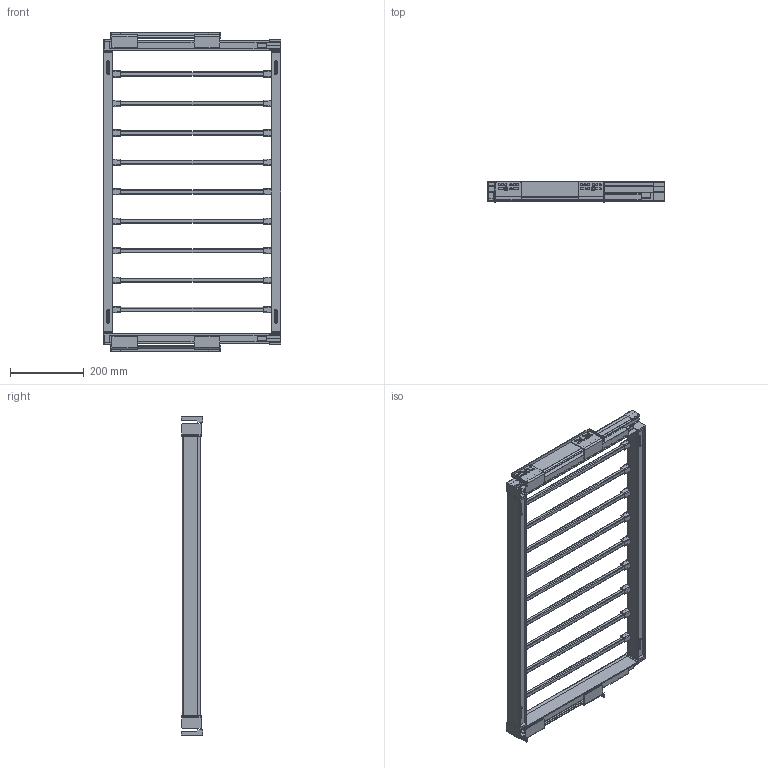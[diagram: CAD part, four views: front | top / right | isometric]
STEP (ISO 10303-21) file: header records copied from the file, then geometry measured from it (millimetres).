
FILE_DESCRIPTION(/* description */ (''),/* implementation_level */ '2;1');
FILE_NAME(/* name */ 'WG-WSPOD90.stp',/* time_stamp */ '2023-04-13T11:45:11+02:00',/* author */ ('tomaszw'),/* organization */ (''),/* preprocessor_version */ 'ST-DEVELOPER v19.2',/* originating_system */ 'Autodesk Inventor 2023',/* authorisation */ '');
FILE_SCHEMA (('AUTOMOTIVE_DESIGN { 1 0 10303 214 3 1 1 }'));
Length unit declared in the file: millimetre
Products named in the file (6): WG-WSPOD60-10-04; 3DAXIS-Wew-Góra-Cloce-04; Drut; Koncowka; WG-POBUW60M-60-04; ISO 7049 - ST 3,5 x 22 - C - Z
Assembly tree (33 placements, depth 2):
  WG-WSPOD60-10-04
    3DAXIS-Wew-Góra-Cloce-04
    Koncowka  x18
    Drut  x9
    WG-POBUW60M-60-04
    ISO 7049 - ST 3,5 x 22 - C - Z  x4
Bounding box: 483 x 58 x 864 mm (x, y, z)
Volume: 2441869.6 mm3; surface area: 1162709.9 mm2
Topology: 40 solids, 40 shells, 1494 faces, 3980 edges, 2568 vertices
Faces by surface type: plane 940, cylinder 286, bspline 180, cone 68, torus 16, sphere 4
Full cylindrical faces by diameter (mm): 3.5 x4, 5 x4, 6 x32, 9 x4
Entity records: 19296 total; most frequent: CARTESIAN_POINT 4101, ORIENTED_EDGE 3044, DIRECTION 2979, EDGE_CURVE 1522, LINE 1093, VECTOR 1093, VERTEX_POINT 1005, AXIS2_PLACEMENT_3D 943
